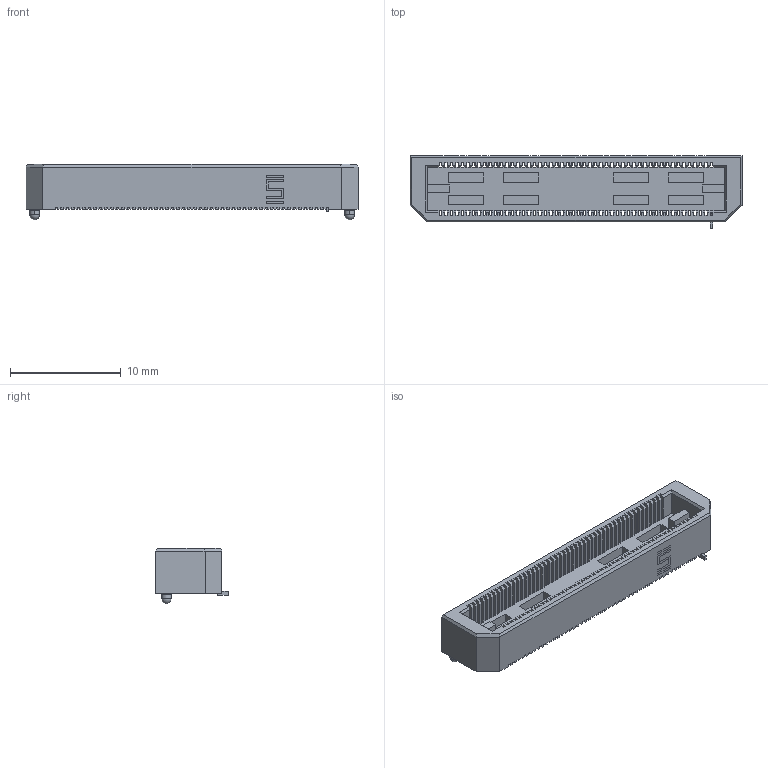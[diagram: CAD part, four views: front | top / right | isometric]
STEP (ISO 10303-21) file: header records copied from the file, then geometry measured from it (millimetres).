
FILE_DESCRIPTION(('FreeCAD Model'),'2;1');
FILE_NAME('CONN2463.stp','2016-07-19T08:34:27' ,('FreeCAD'),('FreeCAD'),'Open CASCADE STEP processor 6.3','FreeCAD', 'Unknown');
FILE_SCHEMA(('AUTOMOTIVE_DESIGN_CC2 { 1 2 10303 214 -1 1 5 4 }'));
Products named in the file (1): Fusion
Bounding box: 30 x 6.54 x 5.02 mm (x, y, z)
Volume: 363.3 mm3; surface area: 1298.6 mm2
Topology: 1 solids, 1 shells, 2997 faces, 8544 edges, 5560 vertices
Faces by surface type: plane 2978, cylinder 9, bspline 4, torus 4, sphere 2
Entity records: 208236 total; most frequent: CARTESIAN_POINT 36312, DIRECTION 31501, LINE 25440, VECTOR 25440, ORIENTED_EDGE 17084, PCURVE 17084, DEFINITIONAL_REPRESENTATION 17084, EDGE_CURVE 8542
